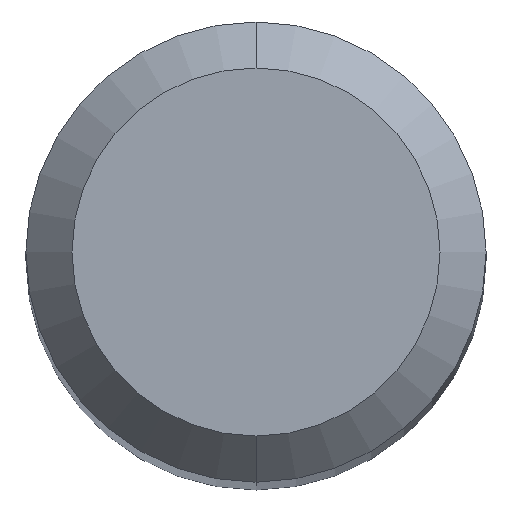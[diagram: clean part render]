
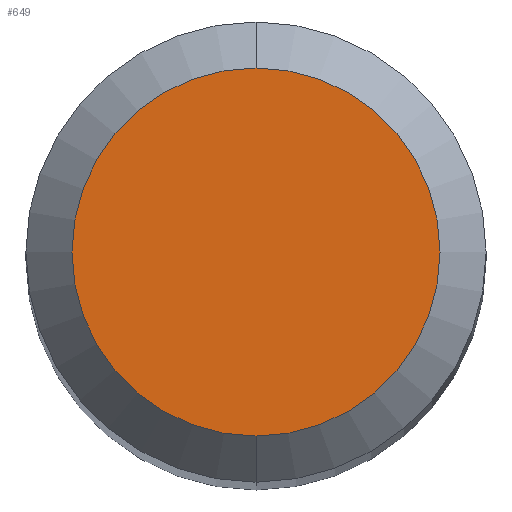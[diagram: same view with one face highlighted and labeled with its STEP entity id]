
A CAD part, top view. The second image highlights one B-rep face of the part: STEP entity #649.
In plain terms, the highlighted planar face has unit normal (0, 0, 1).
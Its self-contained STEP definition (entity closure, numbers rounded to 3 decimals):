
#553=VERTEX_POINT('',#1258);
#649=ADVANCED_FACE('',(#1360),#1361,.T.);
#655=EDGE_CURVE('',#553,#865,#1367,.T.);
#661=EDGE_CURVE('',#865,#553,#1373,.T.);
#865=VERTEX_POINT('',#1591);
#1258=CARTESIAN_POINT('',(0.0,1.2,0.0));
#1360=FACE_OUTER_BOUND('',#5728,.T.);
#1361=PLANE('',#5729);
#1367=CIRCLE('',#5740,1.2);
#1373=CIRCLE('',#5763,1.2);
#1591=CARTESIAN_POINT('',(0.,-1.2,0.0));
#5728=EDGE_LOOP('',(#9870,#9871));
#5729=AXIS2_PLACEMENT_3D('',#9872,#9873,#9874);
#5740=AXIS2_PLACEMENT_3D('',#9877,#9878,#9879);
#5763=AXIS2_PLACEMENT_3D('',#9881,#9882,#9883);
#9870=ORIENTED_EDGE('',*,*,#655,.F.);
#9871=ORIENTED_EDGE('',*,*,#661,.F.);
#9872=CARTESIAN_POINT('',(0.0,0.6,0.0));
#9873=DIRECTION('',(-0.0,0.0,1.0));
#9874=DIRECTION('',(0.0,-1.0,0.0));
#9877=CARTESIAN_POINT('',(0.0,0.0,0.0));
#9878=DIRECTION('',(0.0,0.0,-1.0));
#9879=DIRECTION('',(0.0,1.0,0.0));
#9881=CARTESIAN_POINT('',(0.0,0.0,0.0));
#9882=DIRECTION('',(0.0,0.0,-1.0));
#9883=DIRECTION('',(0.0,1.0,0.0));
